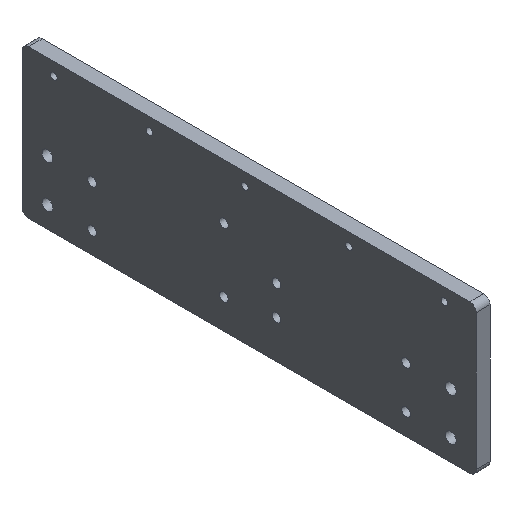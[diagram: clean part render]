
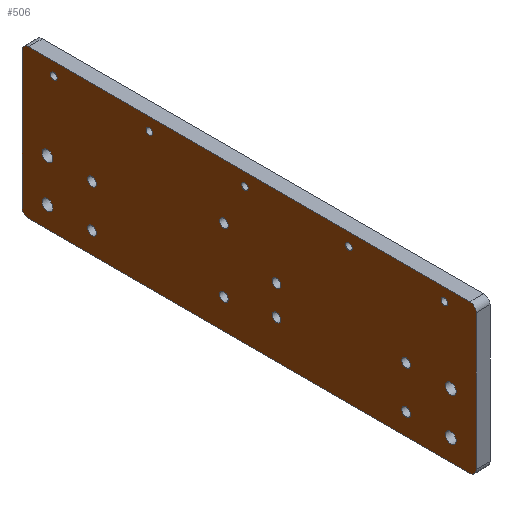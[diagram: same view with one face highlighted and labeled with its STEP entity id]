
A CAD part, isometric view. The second image highlights one B-rep face of the part: STEP entity #506.
In plain terms, the highlighted planar face has unit normal (-1, 0, 0).
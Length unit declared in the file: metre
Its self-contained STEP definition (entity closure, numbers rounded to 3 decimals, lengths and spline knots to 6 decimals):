
#54=CIRCLE('',#617,0.00155);
#55=CIRCLE('',#618,0.00155);
#56=CIRCLE('',#619,0.00155);
#57=CIRCLE('',#620,0.00155);
#58=CIRCLE('',#621,0.00155);
#59=CIRCLE('',#622,0.00205);
#60=CIRCLE('',#623,0.00205);
#61=CIRCLE('',#624,0.00205);
#62=CIRCLE('',#625,0.00205);
#63=CIRCLE('',#626,0.00255);
#64=CIRCLE('',#627,0.00255);
#65=CIRCLE('',#628,0.00255);
#66=CIRCLE('',#629,0.00205);
#67=CIRCLE('',#630,0.00205);
#68=CIRCLE('',#631,0.00205);
#69=CIRCLE('',#632,0.00205);
#70=CIRCLE('',#633,0.00255);
#71=CIRCLE('',#634,0.003);
#72=CIRCLE('',#635,0.003);
#73=CIRCLE('',#636,0.003);
#74=CIRCLE('',#637,0.003);
#116=ORIENTED_EDGE('',*,*,#228,.T.);
#117=ORIENTED_EDGE('',*,*,#229,.T.);
#118=ORIENTED_EDGE('',*,*,#230,.T.);
#119=ORIENTED_EDGE('',*,*,#231,.T.);
#120=ORIENTED_EDGE('',*,*,#232,.T.);
#121=ORIENTED_EDGE('',*,*,#233,.T.);
#122=ORIENTED_EDGE('',*,*,#234,.T.);
#123=ORIENTED_EDGE('',*,*,#235,.T.);
#124=ORIENTED_EDGE('',*,*,#236,.T.);
#125=ORIENTED_EDGE('',*,*,#237,.T.);
#126=ORIENTED_EDGE('',*,*,#238,.T.);
#127=ORIENTED_EDGE('',*,*,#239,.T.);
#128=ORIENTED_EDGE('',*,*,#240,.T.);
#129=ORIENTED_EDGE('',*,*,#241,.T.);
#130=ORIENTED_EDGE('',*,*,#242,.T.);
#131=ORIENTED_EDGE('',*,*,#243,.T.);
#132=ORIENTED_EDGE('',*,*,#244,.T.);
#133=ORIENTED_EDGE('',*,*,#201,.F.);
#134=ORIENTED_EDGE('',*,*,#245,.T.);
#135=ORIENTED_EDGE('',*,*,#195,.F.);
#136=ORIENTED_EDGE('',*,*,#246,.T.);
#137=ORIENTED_EDGE('',*,*,#191,.T.);
#138=ORIENTED_EDGE('',*,*,#247,.T.);
#139=ORIENTED_EDGE('',*,*,#205,.T.);
#140=ORIENTED_EDGE('',*,*,#248,.T.);
#191=EDGE_CURVE('',#249,#250,#299,.T.);
#195=EDGE_CURVE('',#253,#254,#303,.T.);
#201=EDGE_CURVE('',#259,#260,#309,.T.);
#205=EDGE_CURVE('',#264,#263,#313,.T.);
#228=EDGE_CURVE('',#282,#282,#54,.T.);
#229=EDGE_CURVE('',#283,#283,#55,.T.);
#230=EDGE_CURVE('',#284,#284,#56,.T.);
#231=EDGE_CURVE('',#285,#285,#57,.T.);
#232=EDGE_CURVE('',#286,#286,#58,.T.);
#233=EDGE_CURVE('',#287,#287,#59,.T.);
#234=EDGE_CURVE('',#288,#288,#60,.T.);
#235=EDGE_CURVE('',#289,#289,#61,.T.);
#236=EDGE_CURVE('',#290,#290,#62,.T.);
#237=EDGE_CURVE('',#291,#291,#63,.T.);
#238=EDGE_CURVE('',#292,#292,#64,.T.);
#239=EDGE_CURVE('',#293,#293,#65,.T.);
#240=EDGE_CURVE('',#294,#294,#66,.T.);
#241=EDGE_CURVE('',#295,#295,#67,.T.);
#242=EDGE_CURVE('',#296,#296,#68,.T.);
#243=EDGE_CURVE('',#297,#297,#69,.T.);
#244=EDGE_CURVE('',#298,#298,#70,.T.);
#245=EDGE_CURVE('',#259,#254,#71,.F.);
#246=EDGE_CURVE('',#253,#249,#72,.F.);
#247=EDGE_CURVE('',#250,#264,#73,.F.);
#248=EDGE_CURVE('',#263,#260,#74,.F.);
#249=VERTEX_POINT('',#818);
#250=VERTEX_POINT('',#819);
#253=VERTEX_POINT('',#827);
#254=VERTEX_POINT('',#828);
#259=VERTEX_POINT('',#839);
#260=VERTEX_POINT('',#841);
#263=VERTEX_POINT('',#848);
#264=VERTEX_POINT('',#850);
#282=VERTEX_POINT('',#893);
#283=VERTEX_POINT('',#895);
#284=VERTEX_POINT('',#897);
#285=VERTEX_POINT('',#899);
#286=VERTEX_POINT('',#901);
#287=VERTEX_POINT('',#903);
#288=VERTEX_POINT('',#905);
#289=VERTEX_POINT('',#907);
#290=VERTEX_POINT('',#909);
#291=VERTEX_POINT('',#911);
#292=VERTEX_POINT('',#913);
#293=VERTEX_POINT('',#915);
#294=VERTEX_POINT('',#917);
#295=VERTEX_POINT('',#919);
#296=VERTEX_POINT('',#921);
#297=VERTEX_POINT('',#923);
#298=VERTEX_POINT('',#925);
#299=LINE('',#817,#315);
#303=LINE('',#826,#319);
#309=LINE('',#840,#325);
#313=LINE('',#849,#329);
#315=VECTOR('',#663,1.);
#319=VECTOR('',#669,1.);
#325=VECTOR('',#677,1.);
#329=VECTOR('',#683,1.);
#353=EDGE_LOOP('',(#116));
#354=EDGE_LOOP('',(#117));
#355=EDGE_LOOP('',(#118));
#356=EDGE_LOOP('',(#119));
#357=EDGE_LOOP('',(#120));
#358=EDGE_LOOP('',(#121));
#359=EDGE_LOOP('',(#122));
#360=EDGE_LOOP('',(#123));
#361=EDGE_LOOP('',(#124));
#362=EDGE_LOOP('',(#125));
#363=EDGE_LOOP('',(#126));
#364=EDGE_LOOP('',(#127));
#365=EDGE_LOOP('',(#128));
#366=EDGE_LOOP('',(#129));
#367=EDGE_LOOP('',(#130));
#368=EDGE_LOOP('',(#131));
#369=EDGE_LOOP('',(#132));
#370=EDGE_LOOP('',(#133,#134,#135,#136,#137,#138,#139,#140));
#431=FACE_BOUND('',#353,.T.);
#432=FACE_BOUND('',#354,.T.);
#433=FACE_BOUND('',#355,.T.);
#434=FACE_BOUND('',#356,.T.);
#435=FACE_BOUND('',#357,.T.);
#436=FACE_BOUND('',#358,.T.);
#437=FACE_BOUND('',#359,.T.);
#438=FACE_BOUND('',#360,.T.);
#439=FACE_BOUND('',#361,.T.);
#440=FACE_BOUND('',#362,.T.);
#441=FACE_BOUND('',#363,.T.);
#442=FACE_BOUND('',#364,.T.);
#443=FACE_BOUND('',#365,.T.);
#444=FACE_BOUND('',#366,.T.);
#445=FACE_BOUND('',#367,.T.);
#446=FACE_BOUND('',#368,.T.);
#447=FACE_BOUND('',#369,.T.);
#448=FACE_BOUND('',#370,.T.);
#492=PLANE('',#616);
#506=ADVANCED_FACE('',(#431,#432,#433,#434,#435,#436,#437,#438,#439,#440,
#441,#442,#443,#444,#445,#446,#447,#448),#492,.F.);
#616=AXIS2_PLACEMENT_3D('',#891,#729,#730);
#617=AXIS2_PLACEMENT_3D('',#892,#731,#732);
#618=AXIS2_PLACEMENT_3D('',#894,#733,#734);
#619=AXIS2_PLACEMENT_3D('',#896,#735,#736);
#620=AXIS2_PLACEMENT_3D('',#898,#737,#738);
#621=AXIS2_PLACEMENT_3D('',#900,#739,#740);
#622=AXIS2_PLACEMENT_3D('',#902,#741,#742);
#623=AXIS2_PLACEMENT_3D('',#904,#743,#744);
#624=AXIS2_PLACEMENT_3D('',#906,#745,#746);
#625=AXIS2_PLACEMENT_3D('',#908,#747,#748);
#626=AXIS2_PLACEMENT_3D('',#910,#749,#750);
#627=AXIS2_PLACEMENT_3D('',#912,#751,#752);
#628=AXIS2_PLACEMENT_3D('',#914,#753,#754);
#629=AXIS2_PLACEMENT_3D('',#916,#755,#756);
#630=AXIS2_PLACEMENT_3D('',#918,#757,#758);
#631=AXIS2_PLACEMENT_3D('',#920,#759,#760);
#632=AXIS2_PLACEMENT_3D('',#922,#761,#762);
#633=AXIS2_PLACEMENT_3D('',#924,#763,#764);
#634=AXIS2_PLACEMENT_3D('',#926,#765,#766);
#635=AXIS2_PLACEMENT_3D('',#927,#767,#768);
#636=AXIS2_PLACEMENT_3D('',#928,#769,#770);
#637=AXIS2_PLACEMENT_3D('',#929,#771,#772);
#663=DIRECTION('',(0.,-1.,0.));
#669=DIRECTION('',(0.,0.,1.));
#677=DIRECTION('',(0.,-1.,0.));
#683=DIRECTION('',(0.,0.,1.));
#729=DIRECTION('',(1.,0.,0.));
#730=DIRECTION('',(0.,1.,0.));
#731=DIRECTION('',(1.,0.,0.));
#732=DIRECTION('',(0.,0.,-1.));
#733=DIRECTION('',(1.,0.,0.));
#734=DIRECTION('',(0.,0.,-1.));
#735=DIRECTION('',(1.,0.,0.));
#736=DIRECTION('',(0.,0.,-1.));
#737=DIRECTION('',(1.,0.,0.));
#738=DIRECTION('',(0.,0.,-1.));
#739=DIRECTION('',(1.,0.,0.));
#740=DIRECTION('',(0.,0.,-1.));
#741=DIRECTION('',(1.,0.,0.));
#742=DIRECTION('',(0.,0.,-1.));
#743=DIRECTION('',(1.,0.,0.));
#744=DIRECTION('',(0.,0.,-1.));
#745=DIRECTION('',(1.,0.,0.));
#746=DIRECTION('',(0.,0.,-1.));
#747=DIRECTION('',(1.,0.,0.));
#748=DIRECTION('',(0.,0.,-1.));
#749=DIRECTION('',(1.,0.,0.));
#750=DIRECTION('',(0.,0.,-1.));
#751=DIRECTION('',(1.,0.,0.));
#752=DIRECTION('',(0.,0.,-1.));
#753=DIRECTION('',(1.,0.,0.));
#754=DIRECTION('',(0.,0.,-1.));
#755=DIRECTION('',(1.,0.,0.));
#756=DIRECTION('',(0.,0.,-1.));
#757=DIRECTION('',(1.,0.,0.));
#758=DIRECTION('',(0.,0.,-1.));
#759=DIRECTION('',(1.,0.,0.));
#760=DIRECTION('',(0.,0.,-1.));
#761=DIRECTION('',(1.,0.,0.));
#762=DIRECTION('',(0.,0.,-1.));
#763=DIRECTION('',(1.,0.,0.));
#764=DIRECTION('',(0.,0.,-1.));
#765=DIRECTION('',(1.,0.,0.));
#766=DIRECTION('',(0.,0.,-1.));
#767=DIRECTION('',(1.,0.,0.));
#768=DIRECTION('',(0.,0.,-1.));
#769=DIRECTION('',(1.,0.,0.));
#770=DIRECTION('',(0.,0.,-1.));
#771=DIRECTION('',(1.,0.,0.));
#772=DIRECTION('',(0.,0.,-1.));
#817=CARTESIAN_POINT('',(0.,-0.050598,-0.045488));
#818=CARTESIAN_POINT('',(0.,0.053402,-0.045488));
#819=CARTESIAN_POINT('',(0.,-0.154598,-0.045488));
#826=CARTESIAN_POINT('',(0.,0.056402,-0.010488));
#827=CARTESIAN_POINT('',(0.,0.056402,-0.042488));
#828=CARTESIAN_POINT('',(0.,0.056402,0.021512));
#839=CARTESIAN_POINT('',(0.,0.053402,0.024512));
#840=CARTESIAN_POINT('',(0.,-0.050598,0.024512));
#841=CARTESIAN_POINT('',(0.,-0.154598,0.024512));
#848=CARTESIAN_POINT('',(0.,-0.157598,0.021512));
#849=CARTESIAN_POINT('',(0.,-0.157598,-0.010488));
#850=CARTESIAN_POINT('',(0.,-0.157598,-0.042488));
#891=CARTESIAN_POINT('',(0.,-0.050598,-0.010488));
#892=CARTESIAN_POINT('',(0.,-0.142598,0.018512));
#893=CARTESIAN_POINT('',(0.,-0.142598,0.016962));
#894=CARTESIAN_POINT('',(0.,-0.097598,0.018512));
#895=CARTESIAN_POINT('',(0.,-0.097598,0.016962));
#896=CARTESIAN_POINT('',(0.,-0.048598,0.018512));
#897=CARTESIAN_POINT('',(0.,-0.048598,0.016962));
#898=CARTESIAN_POINT('',(0.,-0.003598,0.018512));
#899=CARTESIAN_POINT('',(0.,-0.003598,0.016962));
#900=CARTESIAN_POINT('',(0.,0.041402,0.018512));
#901=CARTESIAN_POINT('',(0.,0.041402,0.016962));
#902=CARTESIAN_POINT('',(0.,-0.063548,-0.013488));
#903=CARTESIAN_POINT('',(0.,-0.063548,-0.015538));
#904=CARTESIAN_POINT('',(0.,-0.124598,-0.035488));
#905=CARTESIAN_POINT('',(0.,-0.124598,-0.037538));
#906=CARTESIAN_POINT('',(0.,0.023402,-0.015488));
#907=CARTESIAN_POINT('',(0.,0.023402,-0.017538));
#908=CARTESIAN_POINT('',(0.,0.023402,-0.035488));
#909=CARTESIAN_POINT('',(0.,0.023402,-0.037538));
#910=CARTESIAN_POINT('',(0.,-0.145598,-0.035488));
#911=CARTESIAN_POINT('',(0.,-0.145598,-0.038038));
#912=CARTESIAN_POINT('',(0.,0.044402,-0.015488));
#913=CARTESIAN_POINT('',(0.,0.044402,-0.018038));
#914=CARTESIAN_POINT('',(0.,0.044402,-0.035488));
#915=CARTESIAN_POINT('',(0.,0.044402,-0.038038));
#916=CARTESIAN_POINT('',(0.,-0.124598,-0.015488));
#917=CARTESIAN_POINT('',(0.,-0.124598,-0.017538));
#918=CARTESIAN_POINT('',(0.,-0.038698,-0.031488));
#919=CARTESIAN_POINT('',(0.,-0.038698,-0.033538));
#920=CARTESIAN_POINT('',(0.,-0.038698,-0.001488));
#921=CARTESIAN_POINT('',(0.,-0.038698,-0.003538));
#922=CARTESIAN_POINT('',(0.,-0.063548,-0.027488));
#923=CARTESIAN_POINT('',(0.,-0.063548,-0.029538));
#924=CARTESIAN_POINT('',(0.,-0.145598,-0.015488));
#925=CARTESIAN_POINT('',(0.,-0.145598,-0.018038));
#926=CARTESIAN_POINT('',(0.,0.053402,0.021512));
#927=CARTESIAN_POINT('',(0.,0.053402,-0.042488));
#928=CARTESIAN_POINT('',(0.,-0.154598,-0.042488));
#929=CARTESIAN_POINT('',(0.,-0.154598,0.021512));
